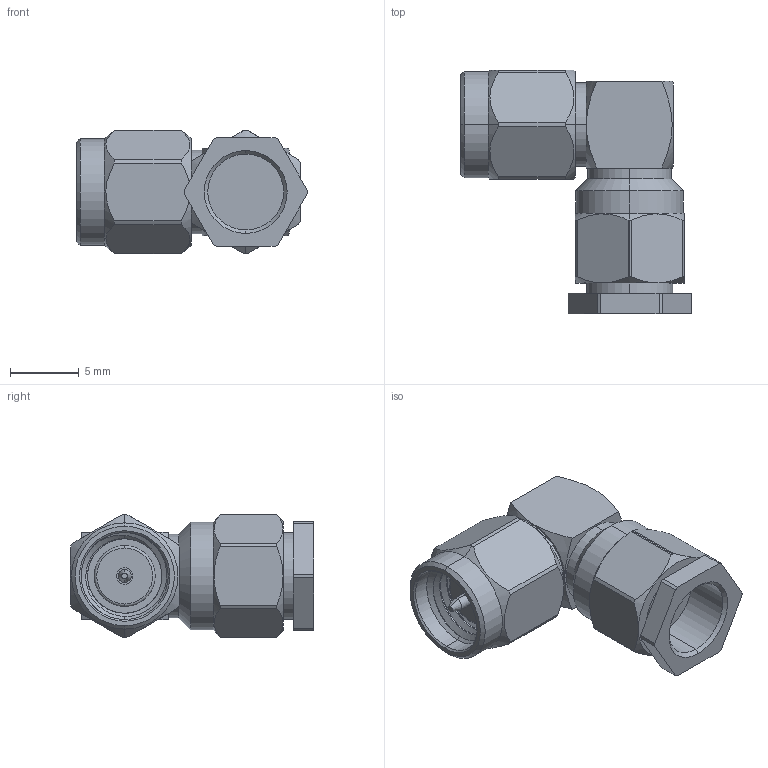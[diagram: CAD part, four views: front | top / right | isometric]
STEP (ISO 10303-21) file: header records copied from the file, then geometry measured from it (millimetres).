
FILE_DESCRIPTION (( 'STEP AP203' ), '1' );
FILE_NAME ('PE45048.step', '2018-04-27T00:14:57', ( '' ), ( '' ), 'SwSTEP 2.0', 'SolidWorks 2017', '' );
FILE_SCHEMA (( 'CONFIG_CONTROL_DESIGN' ));
Length unit declared in the file: inch
Products named in the file (1): PE45048
Bounding box: 16.85 x 17.76 x 9.02 mm (x, y, z)
Volume: 1033.3 mm3; surface area: 1136.2 mm2
Topology: 1 solids, 1 shells, 127 faces, 306 edges, 192 vertices
Faces by surface type: cylinder 53, plane 35, cone 34, bspline 3, torus 2
Entity records: 4852 total; most frequent: CARTESIAN_POINT 1902, ORIENTED_EDGE 612, DIRECTION 596, EDGE_CURVE 306, AXIS2_PLACEMENT_3D 243, VERTEX_POINT 192, EDGE_LOOP 138, ADVANCED_FACE 127
